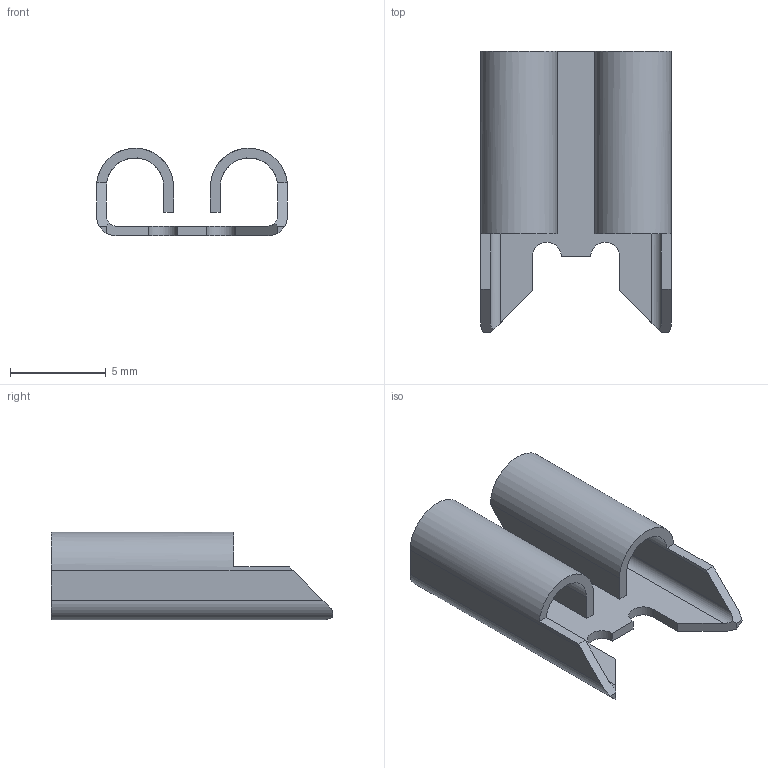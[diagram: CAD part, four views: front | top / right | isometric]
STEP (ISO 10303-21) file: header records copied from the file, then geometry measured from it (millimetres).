
FILE_DESCRIPTION (( 'STEP AP214' ), '1' );
FILE_NAME ('3555.STEP', '2018-09-24T18:03:16', ( '' ), ( '' ), 'SwSTEP 2.0', 'SolidWorks 2013', '' );
FILE_SCHEMA (( 'AUTOMOTIVE_DESIGN' ));
Length unit declared in the file: inch
Products named in the file (1): 3555
Bounding box: 9.96 x 14.68 x 4.57 mm (x, y, z)
Volume: 151.5 mm3; surface area: 640.4 mm2
Topology: 1 solids, 1 shells, 46 faces, 116 edges, 72 vertices
Faces by surface type: plane 36, cylinder 10
Entity records: 1390 total; most frequent: CARTESIAN_POINT 271, ORIENTED_EDGE 232, DIRECTION 216, EDGE_CURVE 116, VECTOR 86, LINE 86, VERTEX_POINT 72, AXIS2_PLACEMENT_3D 65
